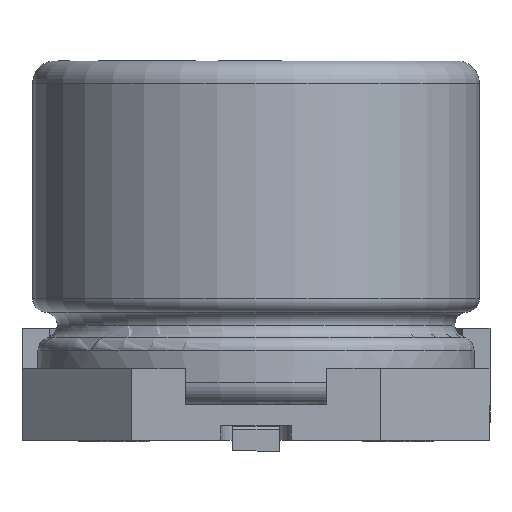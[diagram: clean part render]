
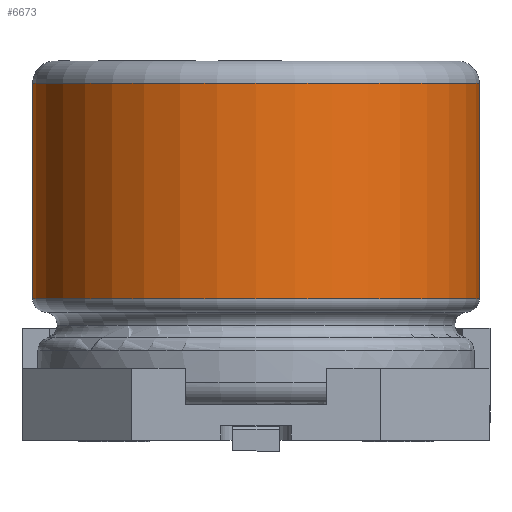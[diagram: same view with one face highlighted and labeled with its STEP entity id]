
A CAD part, left-side view. The second image highlights one B-rep face of the part: STEP entity #6673.
In plain terms, the highlighted cylindrical face has radius 3.15 mm (diameter 6.3 mm), a full revolution.
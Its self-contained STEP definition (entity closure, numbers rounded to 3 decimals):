
#113=CYLINDRICAL_SURFACE('',#7039,3.15);
#239=CIRCLE('',#7038,3.15);
#240=CIRCLE('',#7040,3.15);
#1596=ORIENTED_EDGE('',*,*,#2316,.T.);
#1597=ORIENTED_EDGE('',*,*,#2315,.T.);
#2315=EDGE_CURVE('',#2789,#2789,#239,.T.);
#2316=EDGE_CURVE('',#2790,#2790,#240,.T.);
#2789=VERTEX_POINT('',#10387);
#2790=VERTEX_POINT('',#10390);
#4136=EDGE_LOOP('',(#1596));
#4137=EDGE_LOOP('',(#1597));
#4438=FACE_BOUND('',#4136,.T.);
#4439=FACE_BOUND('',#4137,.T.);
#6673=ADVANCED_FACE('',(#4438,#4439),#113,.T.);
#7038=AXIS2_PLACEMENT_3D('',#10386,#8287,#8288);
#7039=AXIS2_PLACEMENT_3D('',#10388,#8289,#8290);
#7040=AXIS2_PLACEMENT_3D('',#10389,#8291,#8292);
#8287=DIRECTION('',(0.,0.,-1.));
#8288=DIRECTION('',(0.,1.,0.));
#8289=DIRECTION('',(0.,0.,-1.));
#8290=DIRECTION('',(0.,-1.,0.));
#8291=DIRECTION('',(0.,0.,1.));
#8292=DIRECTION('',(0.,-1.,0.));
#10386=CARTESIAN_POINT('',(0.,0.,
5.035));
#10387=CARTESIAN_POINT('',(0.,3.15,5.035));
#10388=CARTESIAN_POINT('',(0.,0.,
10.4));
#10389=CARTESIAN_POINT('',(0.,0.,
1.999));
#10390=CARTESIAN_POINT('',(0.,-3.15,1.999));
